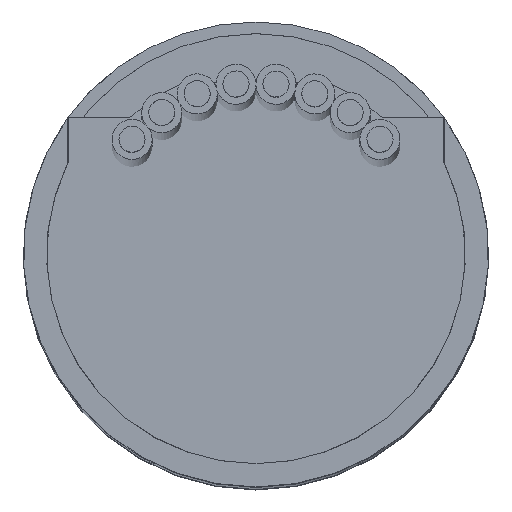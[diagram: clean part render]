
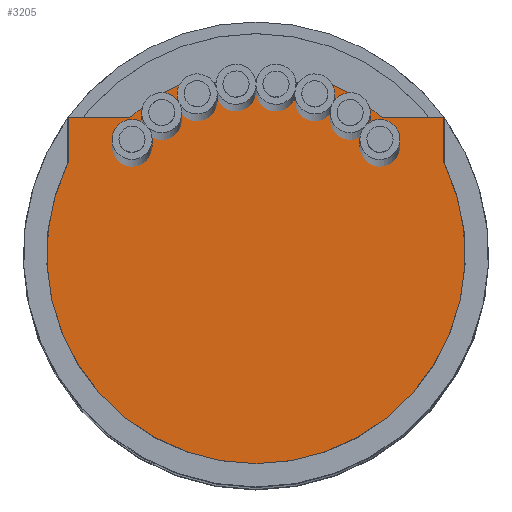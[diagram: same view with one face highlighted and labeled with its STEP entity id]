
A CAD part, top view. The second image highlights one B-rep face of the part: STEP entity #3205.
In plain terms, the highlighted planar face has unit normal (0, 0, 1).
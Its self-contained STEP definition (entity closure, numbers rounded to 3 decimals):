
#235 = DIRECTION ( 'NONE',  ( 1., 0., 0. ) ) ;
#286 = CIRCLE ( 'NONE', #1971, 7.2 ) ;
#491 = DIRECTION ( 'NONE',  ( 0., 1., 0. ) ) ;
#603 = ORIENTED_EDGE ( 'NONE', *, *, #1704, .F. ) ;
#667 = VECTOR ( 'NONE', #235, 1000. ) ;
#755 = VERTEX_POINT ( 'NONE', #2534 ) ;
#856 = DIRECTION ( 'NONE',  ( 1., 0., 0. ) ) ;
#930 = DIRECTION ( 'NONE',  ( 1., 0., 0. ) ) ;
#932 = CARTESIAN_POINT ( 'NONE',  ( 6.45, 4.7, 50.2 ) ) ;
#998 = CARTESIAN_POINT ( 'NONE',  ( -6.45, 3.2, 50.2 ) ) ;
#1001 = CARTESIAN_POINT ( 'NONE',  ( 0., 4.7, 50.2 ) ) ;
#1099 = ORIENTED_EDGE ( 'NONE', *, *, #7343, .F. ) ;
#1225 = CARTESIAN_POINT ( 'NONE',  ( 0., 4.7, 50.2 ) ) ;
#1436 = LINE ( 'NONE', #1983, #5876 ) ;
#1704 = EDGE_CURVE ( 'NONE', #5446, #3788, #7056, .T. ) ;
#1825 = CARTESIAN_POINT ( 'NONE',  ( 6.45, 3.2, 50.2 ) ) ;
#1971 = AXIS2_PLACEMENT_3D ( 'NONE', #6982, #2905, #6386 ) ;
#1983 = CARTESIAN_POINT ( 'NONE',  ( 6.45, 0., 50.2 ) ) ;
#2008 = ORIENTED_EDGE ( 'NONE', *, *, #3021, .F. ) ;
#2071 = DIRECTION ( 'NONE',  ( 0., 0., -1. ) ) ;
#2087 = AXIS2_PLACEMENT_3D ( 'NONE', #5272, #5295, #5318 ) ;
#2140 = DIRECTION ( 'NONE',  ( 0., -1., 0. ) ) ;
#2232 = VECTOR ( 'NONE', #3651, 1000. ) ;
#2312 = EDGE_CURVE ( 'NONE', #755, #3244, #5454, .T. ) ;
#2473 = VERTEX_POINT ( 'NONE', #1825 ) ;
#2534 = CARTESIAN_POINT ( 'NONE',  ( -4.344, 4.7, 50.2 ) ) ;
#2707 = EDGE_CURVE ( 'NONE', #6159, #4538, #5322, .T. ) ;
#2905 = DIRECTION ( 'NONE',  ( 0., 0., -1. ) ) ;
#2950 = VECTOR ( 'NONE', #930, 1000. ) ;
#3021 = EDGE_CURVE ( 'NONE', #3788, #2473, #1436, .T. ) ;
#3205 = ADVANCED_FACE ( 'NONE', ( #3507 ), #5226, .F. ) ;
#3206 = CARTESIAN_POINT ( 'NONE',  ( 0., 0., 50.2 ) ) ;
#3244 = VERTEX_POINT ( 'NONE', #5555 ) ;
#3507 = FACE_OUTER_BOUND ( 'NONE', #6041, .T. ) ;
#3575 = AXIS2_PLACEMENT_3D ( 'NONE', #3206, #2071, #491 ) ;
#3585 = CARTESIAN_POINT ( 'NONE',  ( 2.48, 5.9, 50.2 ) ) ;
#3637 = CARTESIAN_POINT ( 'NONE',  ( -6.45, 0., 50.2 ) ) ;
#3651 = DIRECTION ( 'NONE',  ( 0., 1., 0. ) ) ;
#3788 = VERTEX_POINT ( 'NONE', #932 ) ;
#4068 = LINE ( 'NONE', #6809, #667 ) ;
#4110 = CIRCLE ( 'NONE', #6375, 6.4 ) ;
#4538 = VERTEX_POINT ( 'NONE', #5310 ) ;
#4571 = DIRECTION ( 'NONE',  ( 0., 0., -1. ) ) ;
#4821 = CARTESIAN_POINT ( 'NONE',  ( 0., 0., 50.2 ) ) ;
#4875 = DIRECTION ( 'NONE',  ( 0., 1., 0. ) ) ;
#4940 = ORIENTED_EDGE ( 'NONE', *, *, #4955, .F. ) ;
#4943 = ORIENTED_EDGE ( 'NONE', *, *, #6931, .F. ) ;
#4955 = EDGE_CURVE ( 'NONE', #2473, #6159, #286, .T. ) ;
#5226 = PLANE ( 'NONE',  #2087 ) ;
#5272 = CARTESIAN_POINT ( 'NONE',  ( 0., 0., 50.2 ) ) ;
#5295 = DIRECTION ( 'NONE',  ( 0., 0., -1. ) ) ;
#5310 = CARTESIAN_POINT ( 'NONE',  ( -6.45, 4.7, 50.2 ) ) ;
#5318 = DIRECTION ( 'NONE',  ( 0., 1., 0. ) ) ;
#5322 = LINE ( 'NONE', #3637, #2232 ) ;
#5446 = VERTEX_POINT ( 'NONE', #6269 ) ;
#5454 = CIRCLE ( 'NONE', #3575, 6.4 ) ;
#5555 = CARTESIAN_POINT ( 'NONE',  ( -2.48, 5.9, 50.2 ) ) ;
#5665 = EDGE_CURVE ( 'NONE', #6547, #5446, #4110, .T. ) ;
#5876 = VECTOR ( 'NONE', #2140, 1000. ) ;
#6041 = EDGE_LOOP ( 'NONE', ( #1099, #6383, #4940, #2008, #603, #6251, #4943, #6367 ) ) ;
#6159 = VERTEX_POINT ( 'NONE', #998 ) ;
#6251 = ORIENTED_EDGE ( 'NONE', *, *, #5665, .F. ) ;
#6269 = CARTESIAN_POINT ( 'NONE',  ( 4.344, 4.7, 50.2 ) ) ;
#6354 = LINE ( 'NONE', #1225, #7220 ) ;
#6367 = ORIENTED_EDGE ( 'NONE', *, *, #2312, .F. ) ;
#6375 = AXIS2_PLACEMENT_3D ( 'NONE', #4821, #4571, #4875 ) ;
#6383 = ORIENTED_EDGE ( 'NONE', *, *, #2707, .F. ) ;
#6386 = DIRECTION ( 'NONE',  ( 0., 1., 0. ) ) ;
#6547 = VERTEX_POINT ( 'NONE', #3585 ) ;
#6809 = CARTESIAN_POINT ( 'NONE',  ( 0., 5.9, 50.2 ) ) ;
#6931 = EDGE_CURVE ( 'NONE', #3244, #6547, #4068, .T. ) ;
#6982 = CARTESIAN_POINT ( 'NONE',  ( 0., 0., 50.2 ) ) ;
#7056 = LINE ( 'NONE', #1001, #2950 ) ;
#7220 = VECTOR ( 'NONE', #856, 1000. ) ;
#7343 = EDGE_CURVE ( 'NONE', #4538, #755, #6354, .T. ) ;
